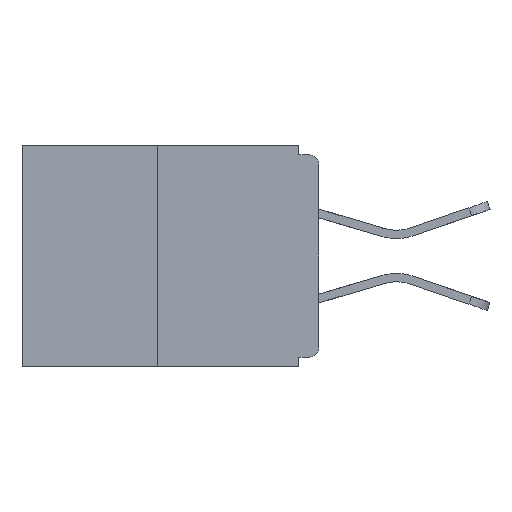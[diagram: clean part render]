
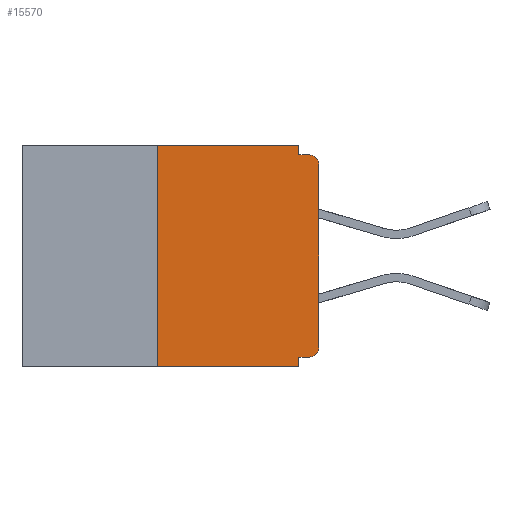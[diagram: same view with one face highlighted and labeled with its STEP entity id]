
A CAD part, left-side view. The second image highlights one B-rep face of the part: STEP entity #15570.
In plain terms, the highlighted planar face has unit normal (-1, 0, 0).
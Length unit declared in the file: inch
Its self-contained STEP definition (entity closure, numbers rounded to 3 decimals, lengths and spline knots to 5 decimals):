
#293 = EDGE_LOOP ( 'NONE', ( #9501, #14498, #18366, #15382, #10251, #621, #7483, #8598, #4546, #15353 ) ) ;
#470 = VERTEX_POINT ( 'NONE', #4755 ) ;
#621 = ORIENTED_EDGE ( 'NONE', *, *, #19228, .T. ) ;
#891 = VERTEX_POINT ( 'NONE', #4570 ) ;
#1346 = VECTOR ( 'NONE', #9086, 39.37008 ) ;
#1773 = VECTOR ( 'NONE', #23164, 39.37008 ) ;
#1876 = PLANE ( 'NONE',  #10957 ) ;
#1882 = CARTESIAN_POINT ( 'NONE',  ( 0., 0.031, -0.343 ) ) ;
#2893 = LINE ( 'NONE', #17011, #21452 ) ;
#3439 = LINE ( 'NONE', #12847, #10482 ) ;
#3672 = CARTESIAN_POINT ( 'NONE',  ( 0., 0.015, -0.313 ) ) ;
#4546 = ORIENTED_EDGE ( 'NONE', *, *, #16230, .F. ) ;
#4570 = CARTESIAN_POINT ( 'NONE',  ( 0., 0.031, -0.328 ) ) ;
#4755 = CARTESIAN_POINT ( 'NONE',  ( 0., 0.031, -0.343 ) ) ;
#4944 = CIRCLE ( 'NONE', #20639, 0.015 ) ;
#5252 = CARTESIAN_POINT ( 'NONE',  ( 0., 0.031, -0.015 ) ) ;
#5316 = VECTOR ( 'NONE', #9962, 39.37008 ) ;
#5442 = CARTESIAN_POINT ( 'NONE',  ( 0., 0.015, -0.328 ) ) ;
#5842 = CIRCLE ( 'NONE', #10378, 0.015 ) ;
#6249 = VECTOR ( 'NONE', #16437, 39.37008 ) ;
#6301 = DIRECTION ( 'NONE',  ( 0., -1., 0. ) ) ;
#6769 = LINE ( 'NONE', #18051, #8472 ) ;
#6811 = LINE ( 'NONE', #1882, #6249 ) ;
#7386 = DIRECTION ( 'NONE',  ( 1., 0., 0. ) ) ;
#7483 = ORIENTED_EDGE ( 'NONE', *, *, #17152, .T. ) ;
#7850 = VERTEX_POINT ( 'NONE', #5252 ) ;
#7932 = VERTEX_POINT ( 'NONE', #16229 ) ;
#8472 = VECTOR ( 'NONE', #10722, 39.37008 ) ;
#8598 = ORIENTED_EDGE ( 'NONE', *, *, #21992, .T. ) ;
#9019 = CARTESIAN_POINT ( 'NONE',  ( 0., 0., -0.328 ) ) ;
#9027 = VERTEX_POINT ( 'NONE', #9664 ) ;
#9086 = DIRECTION ( 'NONE',  ( 0., 1., 0. ) ) ;
#9501 = ORIENTED_EDGE ( 'NONE', *, *, #16073, .F. ) ;
#9664 = CARTESIAN_POINT ( 'NONE',  ( 0., 0.015, -0.015 ) ) ;
#9962 = DIRECTION ( 'NONE',  ( 0., -1., 0. ) ) ;
#10251 = ORIENTED_EDGE ( 'NONE', *, *, #18526, .F. ) ;
#10367 = LINE ( 'NONE', #20486, #5316 ) ;
#10378 = AXIS2_PLACEMENT_3D ( 'NONE', #3672, #19818, #17912 ) ;
#10482 = VECTOR ( 'NONE', #16099, 39.37008 ) ;
#10659 = LINE ( 'NONE', #9019, #1346 ) ;
#10722 = DIRECTION ( 'NONE',  ( 0., 0., 1. ) ) ;
#10787 = DIRECTION ( 'NONE',  ( -1., 0., 0. ) ) ;
#10957 = AXIS2_PLACEMENT_3D ( 'NONE', #14375, #7386, #17914 ) ;
#11528 = CARTESIAN_POINT ( 'NONE',  ( 0., 0.031, 0. ) ) ;
#11641 = CARTESIAN_POINT ( 'NONE',  ( 0., 0.031, 0. ) ) ;
#12421 = FACE_OUTER_BOUND ( 'NONE', #293, .T. ) ;
#12660 = EDGE_CURVE ( 'NONE', #891, #470, #6811, .T. ) ;
#12847 = CARTESIAN_POINT ( 'NONE',  ( 0., 0.25, 0. ) ) ;
#12931 = VERTEX_POINT ( 'NONE', #5442 ) ;
#13210 = DIRECTION ( 'NONE',  ( 0., 0., -1. ) ) ;
#14375 = CARTESIAN_POINT ( 'NONE',  ( 0., 0.46, 0. ) ) ;
#14498 = ORIENTED_EDGE ( 'NONE', *, *, #15566, .F. ) ;
#15184 = EDGE_CURVE ( 'NONE', #19437, #7850, #20313, .T. ) ;
#15353 = ORIENTED_EDGE ( 'NONE', *, *, #15184, .F. ) ;
#15382 = ORIENTED_EDGE ( 'NONE', *, *, #12660, .F. ) ;
#15566 = EDGE_CURVE ( 'NONE', #16125, #20325, #3439, .T. ) ;
#15570 = ADVANCED_FACE ( 'NONE', ( #12421 ), #1876, .F. ) ;
#16049 = LINE ( 'NONE', #17873, #1773 ) ;
#16073 = EDGE_CURVE ( 'NONE', #20325, #19437, #2893, .T. ) ;
#16099 = DIRECTION ( 'NONE',  ( 0., 0., 1. ) ) ;
#16125 = VERTEX_POINT ( 'NONE', #17538 ) ;
#16229 = CARTESIAN_POINT ( 'NONE',  ( 0., 0., -0.03 ) ) ;
#16230 = EDGE_CURVE ( 'NONE', #7850, #9027, #16049, .T. ) ;
#16437 = DIRECTION ( 'NONE',  ( 0., 0., -1. ) ) ;
#16852 = VERTEX_POINT ( 'NONE', #19311 ) ;
#17011 = CARTESIAN_POINT ( 'NONE',  ( 0., 0.46, 0. ) ) ;
#17152 = EDGE_CURVE ( 'NONE', #16852, #7932, #6769, .T. ) ;
#17538 = CARTESIAN_POINT ( 'NONE',  ( 0., 0.25, -0.343 ) ) ;
#17873 = CARTESIAN_POINT ( 'NONE',  ( 0., 0., -0.015 ) ) ;
#17912 = DIRECTION ( 'NONE',  ( 0., 0., -1. ) ) ;
#17914 = DIRECTION ( 'NONE',  ( 0., 0., -1. ) ) ;
#18051 = CARTESIAN_POINT ( 'NONE',  ( 0., 0., 0. ) ) ;
#18366 = ORIENTED_EDGE ( 'NONE', *, *, #18380, .T. ) ;
#18380 = EDGE_CURVE ( 'NONE', #16125, #470, #10367, .T. ) ;
#18526 = EDGE_CURVE ( 'NONE', #12931, #891, #10659, .T. ) ;
#18750 = CARTESIAN_POINT ( 'NONE',  ( 0., 0.25, 0. ) ) ;
#19228 = EDGE_CURVE ( 'NONE', #12931, #16852, #5842, .T. ) ;
#19311 = CARTESIAN_POINT ( 'NONE',  ( 0., 0., -0.313 ) ) ;
#19437 = VERTEX_POINT ( 'NONE', #11641 ) ;
#19689 = CARTESIAN_POINT ( 'NONE',  ( 0., 0.015, -0.03 ) ) ;
#19818 = DIRECTION ( 'NONE',  ( -1., 0., 0. ) ) ;
#20313 = LINE ( 'NONE', #11528, #20850 ) ;
#20325 = VERTEX_POINT ( 'NONE', #18750 ) ;
#20486 = CARTESIAN_POINT ( 'NONE',  ( 0., 0.46, -0.343 ) ) ;
#20639 = AXIS2_PLACEMENT_3D ( 'NONE', #19689, #10787, #21529 ) ;
#20850 = VECTOR ( 'NONE', #13210, 39.37008 ) ;
#21452 = VECTOR ( 'NONE', #6301, 39.37008 ) ;
#21529 = DIRECTION ( 'NONE',  ( 0., 0., -1. ) ) ;
#21992 = EDGE_CURVE ( 'NONE', #7932, #9027, #4944, .T. ) ;
#23164 = DIRECTION ( 'NONE',  ( 0., -1., 0. ) ) ;
